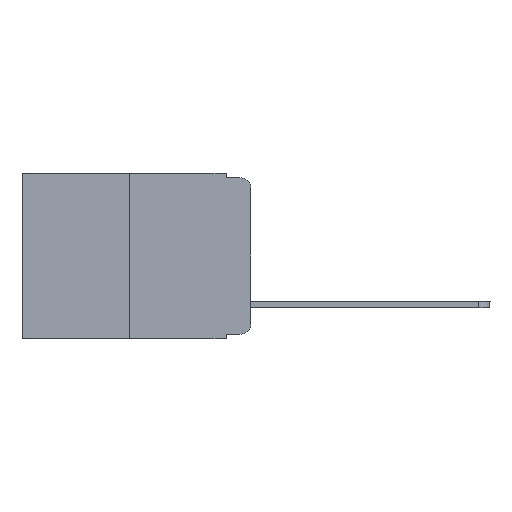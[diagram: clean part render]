
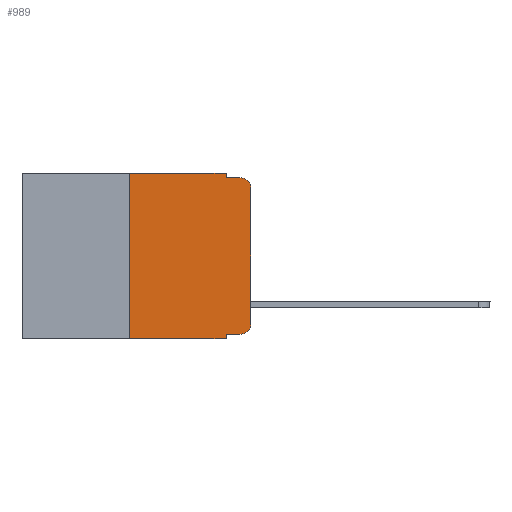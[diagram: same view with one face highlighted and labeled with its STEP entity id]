
A CAD part, left-side view. The second image highlights one B-rep face of the part: STEP entity #989.
In plain terms, the highlighted planar face has unit normal (-1, 0, 0).
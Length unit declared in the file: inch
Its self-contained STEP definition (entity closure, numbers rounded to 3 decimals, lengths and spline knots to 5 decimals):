
#2 = EDGE_CURVE ( 'NONE', #12250, #3185, #10709, .T. ) ;
#31 = DIRECTION ( 'NONE',  ( 0., -1., 0. ) ) ;
#52 = CARTESIAN_POINT ( 'NONE',  ( 0., 0.473, 0. ) ) ;
#386 = EDGE_LOOP ( 'NONE', ( #9918, #9899, #13058, #7867, #9750, #11828, #13577, #6644, #3650, #3882 ) ) ;
#711 = LINE ( 'NONE', #6040, #5135 ) ;
#787 = DIRECTION ( 'NONE',  ( 0., -1., 0. ) ) ;
#989 = ADVANCED_FACE ( 'NONE', ( #2513 ), #1419, .F. ) ;
#1144 = CARTESIAN_POINT ( 'NONE',  ( 0., 0.02, -0.333 ) ) ;
#1191 = LINE ( 'NONE', #7943, #10780 ) ;
#1356 = DIRECTION ( 'NONE',  ( 1., 0., 0. ) ) ;
#1378 = DIRECTION ( 'NONE',  ( 0., -1., 0. ) ) ;
#1419 = PLANE ( 'NONE',  #4375 ) ;
#1707 = CARTESIAN_POINT ( 'NONE',  ( 0., 0.051, 0. ) ) ;
#1791 = EDGE_CURVE ( 'NONE', #13467, #6816, #4032, .T. ) ;
#1966 = DIRECTION ( 'NONE',  ( 0., 0., -1. ) ) ;
#2043 = EDGE_CURVE ( 'NONE', #9022, #4311, #711, .T. ) ;
#2441 = VECTOR ( 'NONE', #787, 39.37008 ) ;
#2468 = CARTESIAN_POINT ( 'NONE',  ( 0., 0.473, 0. ) ) ;
#2513 = FACE_OUTER_BOUND ( 'NONE', #386, .T. ) ;
#2677 = CARTESIAN_POINT ( 'NONE',  ( 0., 0.051, -0.333 ) ) ;
#3166 = CARTESIAN_POINT ( 'NONE',  ( 0., 0.051, -0.333 ) ) ;
#3185 = VERTEX_POINT ( 'NONE', #10048 ) ;
#3484 = CARTESIAN_POINT ( 'NONE',  ( 0., 0., -0.313 ) ) ;
#3511 = VECTOR ( 'NONE', #1966, 39.37008 ) ;
#3617 = EDGE_CURVE ( 'NONE', #6816, #6396, #10894, .T. ) ;
#3650 = ORIENTED_EDGE ( 'NONE', *, *, #5277, .T. ) ;
#3882 = ORIENTED_EDGE ( 'NONE', *, *, #1791, .T. ) ;
#4032 = CIRCLE ( 'NONE', #8176, 0.02 ) ;
#4112 = CARTESIAN_POINT ( 'NONE',  ( 0., 0.02, -0.313 ) ) ;
#4231 = LINE ( 'NONE', #11979, #2441 ) ;
#4311 = VERTEX_POINT ( 'NONE', #5790 ) ;
#4326 = DIRECTION ( 'NONE',  ( -1., 0., 0. ) ) ;
#4375 = AXIS2_PLACEMENT_3D ( 'NONE', #52, #1356, #13529 ) ;
#4526 = VECTOR ( 'NONE', #8273, 39.37008 ) ;
#4858 = CARTESIAN_POINT ( 'NONE',  ( 0., 0.051, 0. ) ) ;
#5082 = CARTESIAN_POINT ( 'NONE',  ( 0., 0.25, 0. ) ) ;
#5135 = VECTOR ( 'NONE', #13841, 39.37008 ) ;
#5219 = LINE ( 'NONE', #5082, #13429 ) ;
#5277 = EDGE_CURVE ( 'NONE', #12250, #13467, #12646, .T. ) ;
#5612 = DIRECTION ( 'NONE',  ( 0., 0., -1. ) ) ;
#5686 = CARTESIAN_POINT ( 'NONE',  ( 0., 0.02, -0.03 ) ) ;
#5790 = CARTESIAN_POINT ( 'NONE',  ( 0., 0.051, -0.01 ) ) ;
#5877 = EDGE_CURVE ( 'NONE', #4311, #7977, #1191, .T. ) ;
#6040 = CARTESIAN_POINT ( 'NONE',  ( 0., 0.051, 0. ) ) ;
#6396 = VERTEX_POINT ( 'NONE', #13261 ) ;
#6406 = EDGE_CURVE ( 'NONE', #6396, #7977, #11253, .T. ) ;
#6644 = ORIENTED_EDGE ( 'NONE', *, *, #2, .F. ) ;
#6816 = VERTEX_POINT ( 'NONE', #3484 ) ;
#6902 = VERTEX_POINT ( 'NONE', #8042 ) ;
#7420 = DIRECTION ( 'NONE',  ( 0., 0., -1. ) ) ;
#7867 = ORIENTED_EDGE ( 'NONE', *, *, #2043, .F. ) ;
#7943 = CARTESIAN_POINT ( 'NONE',  ( 0., 0.051, -0.01 ) ) ;
#7977 = VERTEX_POINT ( 'NONE', #13495 ) ;
#8042 = CARTESIAN_POINT ( 'NONE',  ( 0., 0.25, -0.343 ) ) ;
#8175 = VECTOR ( 'NONE', #9883, 39.37008 ) ;
#8176 = AXIS2_PLACEMENT_3D ( 'NONE', #4112, #12969, #7420 ) ;
#8273 = DIRECTION ( 'NONE',  ( 0., -1., 0. ) ) ;
#8355 = LINE ( 'NONE', #2468, #11763 ) ;
#8691 = EDGE_CURVE ( 'NONE', #6902, #3185, #4231, .T. ) ;
#9007 = VERTEX_POINT ( 'NONE', #10237 ) ;
#9022 = VERTEX_POINT ( 'NONE', #1707 ) ;
#9750 = ORIENTED_EDGE ( 'NONE', *, *, #9900, .F. ) ;
#9883 = DIRECTION ( 'NONE',  ( 0., 0., 1. ) ) ;
#9899 = ORIENTED_EDGE ( 'NONE', *, *, #6406, .T. ) ;
#9900 = EDGE_CURVE ( 'NONE', #9007, #9022, #8355, .T. ) ;
#9918 = ORIENTED_EDGE ( 'NONE', *, *, #3617, .T. ) ;
#10048 = CARTESIAN_POINT ( 'NONE',  ( 0., 0.051, -0.343 ) ) ;
#10237 = CARTESIAN_POINT ( 'NONE',  ( 0., 0.25, 0. ) ) ;
#10334 = EDGE_CURVE ( 'NONE', #6902, #9007, #5219, .T. ) ;
#10709 = LINE ( 'NONE', #4858, #3511 ) ;
#10780 = VECTOR ( 'NONE', #31, 39.37008 ) ;
#10894 = LINE ( 'NONE', #11982, #8175 ) ;
#11253 = CIRCLE ( 'NONE', #11950, 0.02 ) ;
#11763 = VECTOR ( 'NONE', #1378, 39.37008 ) ;
#11828 = ORIENTED_EDGE ( 'NONE', *, *, #10334, .F. ) ;
#11950 = AXIS2_PLACEMENT_3D ( 'NONE', #5686, #4326, #5612 ) ;
#11979 = CARTESIAN_POINT ( 'NONE',  ( 0., 0.473, -0.343 ) ) ;
#11982 = CARTESIAN_POINT ( 'NONE',  ( 0., 0., 0. ) ) ;
#12250 = VERTEX_POINT ( 'NONE', #3166 ) ;
#12646 = LINE ( 'NONE', #2677, #4526 ) ;
#12969 = DIRECTION ( 'NONE',  ( -1., 0., 0. ) ) ;
#13058 = ORIENTED_EDGE ( 'NONE', *, *, #5877, .F. ) ;
#13261 = CARTESIAN_POINT ( 'NONE',  ( 0., 0., -0.03 ) ) ;
#13429 = VECTOR ( 'NONE', #13970, 39.37008 ) ;
#13467 = VERTEX_POINT ( 'NONE', #1144 ) ;
#13495 = CARTESIAN_POINT ( 'NONE',  ( 0., 0.02, -0.01 ) ) ;
#13529 = DIRECTION ( 'NONE',  ( 0., 0., -1. ) ) ;
#13577 = ORIENTED_EDGE ( 'NONE', *, *, #8691, .T. ) ;
#13841 = DIRECTION ( 'NONE',  ( 0., 0., -1. ) ) ;
#13970 = DIRECTION ( 'NONE',  ( 0., 0., 1. ) ) ;
